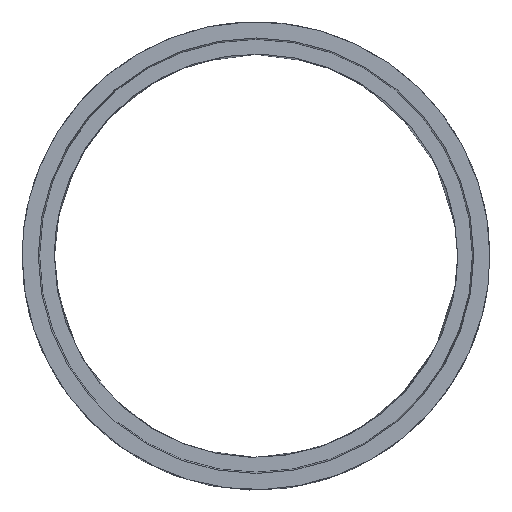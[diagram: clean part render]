
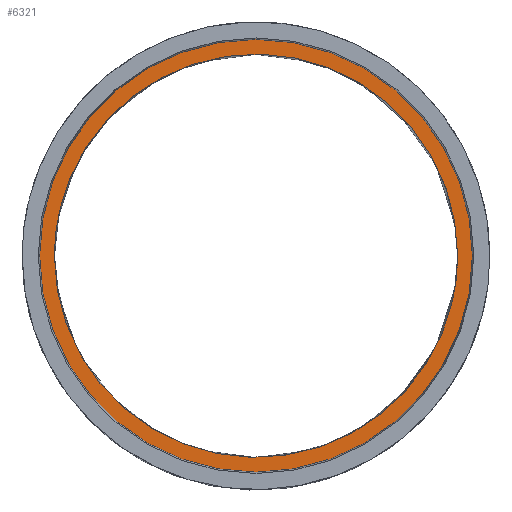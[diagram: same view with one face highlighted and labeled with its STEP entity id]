
A CAD part, top view. The second image highlights one B-rep face of the part: STEP entity #6321.
In plain terms, the highlighted planar face has unit normal (0, 0, 1).
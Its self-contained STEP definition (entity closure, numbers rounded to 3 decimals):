
#246 = CARTESIAN_POINT ( 'NONE',  ( 744.916, -88.853, 1000. ) ) ;
#814 = DIRECTION ( 'NONE',  ( -1., 0., 0. ) ) ;
#1023 = DIRECTION ( 'NONE',  ( 0., 0., -1. ) ) ;
#1313 = CARTESIAN_POINT ( 'NONE',  ( 750., 0., 1000. ) ) ;
#2193 = ORIENTED_EDGE ( 'NONE', *, *, #17984, .F. ) ;
#2367 = B_SPLINE_CURVE_WITH_KNOTS ( 'NONE', 3,
 ( #3918, #7068, #13884, #5552, #15508, #3595, #15092, #17036, #20185, #246, #8479, #5232, #12053, #16814 ),
 .UNSPECIFIED., .F., .F.,
 ( 4, 2, 2, 2, 1, 1, 1, 1, 4 ),
 ( 2.345, 2.931, 3.517, 4.103, 4.572, 4.601, 4.63, 4.66, 4.689 ),
 .UNSPECIFIED. ) ;
#2429 = FACE_OUTER_BOUND ( 'NONE', #15834, .T. ) ;
#2534 = FACE_BOUND ( 'NONE', #16496, .T. ) ;
#2951 = AXIS2_PLACEMENT_3D ( 'NONE', #5793, #9144, #7203 ) ;
#3295 = AXIS2_PLACEMENT_3D ( 'NONE', #8831, #1023, #814 ) ;
#3352 = CARTESIAN_POINT ( 'NONE',  ( 0., 0., 1000. ) ) ;
#3595 = CARTESIAN_POINT ( 'NONE',  ( 198.907, -750., 1000. ) ) ;
#3918 = CARTESIAN_POINT ( 'NONE',  ( -750., 0., 1000. ) ) ;
#4414 = CARTESIAN_POINT ( 'NONE',  ( 744.916, 88.853, 1000. ) ) ;
#4941 = VERTEX_POINT ( 'NONE', #1313 ) ;
#5104 = DIRECTION ( 'NONE',  ( 0., 0., 1. ) ) ;
#5232 = CARTESIAN_POINT ( 'NONE',  ( 749.605, -29.795, 1000. ) ) ;
#5552 = CARTESIAN_POINT ( 'NONE',  ( -389.682, -670.978, 1000. ) ) ;
#5793 = CARTESIAN_POINT ( 'NONE',  ( 0., 0., 1000. ) ) ;
#6038 = CARTESIAN_POINT ( 'NONE',  ( -670.978, 389.682, 1000. ) ) ;
#6148 = CARTESIAN_POINT ( 'NONE',  ( 747.84, 59.417, 1000. ) ) ;
#6321 = ADVANCED_FACE ( 'NONE', ( #2429, #2534 ), #12297, .F. ) ;
#6328 = EDGE_CURVE ( 'NONE', #18490, #16994, #10916, .T. ) ;
#7068 = CARTESIAN_POINT ( 'NONE',  ( -750., -198.907, 1000. ) ) ;
#7203 = DIRECTION ( 'NONE',  ( 1., 0., 0. ) ) ;
#7347 = CARTESIAN_POINT ( 'NONE',  ( -750., 198.907, 1000. ) ) ;
#7560 = CARTESIAN_POINT ( 'NONE',  ( 749.605, 29.795, 1000. ) ) ;
#7925 = EDGE_CURVE ( 'NONE', #16994, #18490, #21300, .T. ) ;
#8479 = CARTESIAN_POINT ( 'NONE',  ( 747.84, -59.417, 1000. ) ) ;
#8831 = CARTESIAN_POINT ( 'NONE',  ( 750., 0., 1000. ) ) ;
#9075 = CARTESIAN_POINT ( 'NONE',  ( 389.682, 670.978, 1000. ) ) ;
#9144 = DIRECTION ( 'NONE',  ( 0., 0., 1. ) ) ;
#9391 = CARTESIAN_POINT ( 'NONE',  ( 750., 9.945, 1000. ) ) ;
#10916 = CIRCLE ( 'NONE', #2951, 805. ) ;
#12053 = CARTESIAN_POINT ( 'NONE',  ( 750., -9.945, 1000. ) ) ;
#12297 = PLANE ( 'NONE',  #3295 ) ;
#13069 = CARTESIAN_POINT ( 'NONE',  ( 805., 0., 1000. ) ) ;
#13342 = EDGE_CURVE ( 'NONE', #21316, #4941, #2367, .T. ) ;
#13570 = CARTESIAN_POINT ( 'NONE',  ( -805., 0., 1000. ) ) ;
#13884 = CARTESIAN_POINT ( 'NONE',  ( -670.978, -389.682, 1000. ) ) ;
#13953 = CARTESIAN_POINT ( 'NONE',  ( -750., 0., 1000. ) ) ;
#14352 = B_SPLINE_CURVE_WITH_KNOTS ( 'NONE', 3,
 ( #17424, #9391, #7560, #6148, #4414, #21000, #17635, #9075, #17320, #19370, #20890, #6038, #7347, #13953 ),
 .UNSPECIFIED., .F., .F.,
 ( 4, 1, 1, 1, 1, 2, 2, 2, 4 ),
 ( 0., 0.029, 0.059, 0.088, 0.117, 0.586, 1.172, 1.759, 2.345 ),
 .UNSPECIFIED. ) ;
#14877 = CARTESIAN_POINT ( 'NONE',  ( -750., 0., 1000. ) ) ;
#15092 = CARTESIAN_POINT ( 'NONE',  ( 389.682, -670.978, 1000. ) ) ;
#15508 = CARTESIAN_POINT ( 'NONE',  ( -198.907, -750., 1000. ) ) ;
#15834 = EDGE_LOOP ( 'NONE', ( #16450, #18376 ) ) ;
#16106 = AXIS2_PLACEMENT_3D ( 'NONE', #3352, #5104, #19837 ) ;
#16450 = ORIENTED_EDGE ( 'NONE', *, *, #6328, .T. ) ;
#16496 = EDGE_LOOP ( 'NONE', ( #2193, #17914 ) ) ;
#16814 = CARTESIAN_POINT ( 'NONE',  ( 750., 0., 1000. ) ) ;
#16994 = VERTEX_POINT ( 'NONE', #13570 ) ;
#17036 = CARTESIAN_POINT ( 'NONE',  ( 642.849, -417.811, 1000. ) ) ;
#17320 = CARTESIAN_POINT ( 'NONE',  ( 198.907, 750., 1000. ) ) ;
#17424 = CARTESIAN_POINT ( 'NONE',  ( 750., 0., 1000. ) ) ;
#17635 = CARTESIAN_POINT ( 'NONE',  ( 642.849, 417.811, 1000. ) ) ;
#17914 = ORIENTED_EDGE ( 'NONE', *, *, #13342, .F. ) ;
#17984 = EDGE_CURVE ( 'NONE', #4941, #21316, #14352, .T. ) ;
#18376 = ORIENTED_EDGE ( 'NONE', *, *, #7925, .T. ) ;
#18490 = VERTEX_POINT ( 'NONE', #13069 ) ;
#19370 = CARTESIAN_POINT ( 'NONE',  ( -198.907, 750., 1000. ) ) ;
#19837 = DIRECTION ( 'NONE',  ( 1., 0., 0. ) ) ;
#20185 = CARTESIAN_POINT ( 'NONE',  ( 720.494, -264.174, 1000. ) ) ;
#20890 = CARTESIAN_POINT ( 'NONE',  ( -389.682, 670.978, 1000. ) ) ;
#21000 = CARTESIAN_POINT ( 'NONE',  ( 720.494, 264.174, 1000. ) ) ;
#21300 = CIRCLE ( 'NONE', #16106, 805. ) ;
#21316 = VERTEX_POINT ( 'NONE', #14877 ) ;
